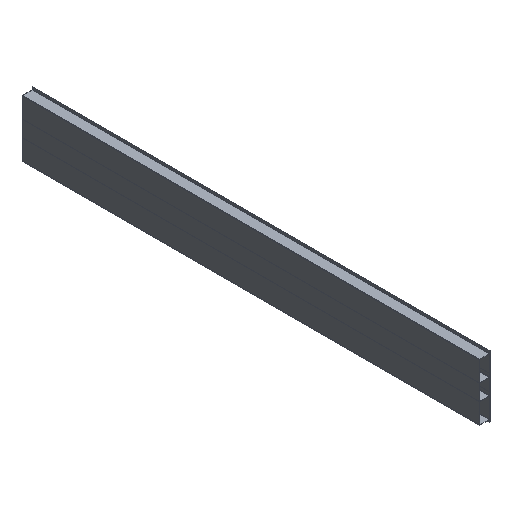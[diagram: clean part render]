
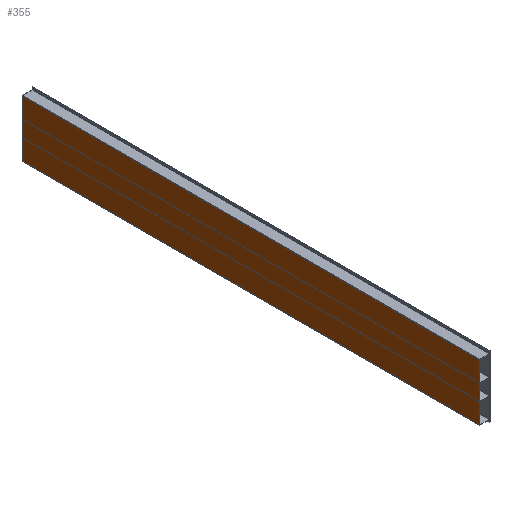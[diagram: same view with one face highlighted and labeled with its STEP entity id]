
A CAD part, isometric view. The second image highlights one B-rep face of the part: STEP entity #355.
In plain terms, the highlighted face is planar.
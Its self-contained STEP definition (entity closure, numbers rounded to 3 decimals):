
#57 = CARTESIAN_POINT ( 'NONE',  ( 123., 46., -1000. ) ) ;
#87 = LINE ( 'NONE', #1040, #1782 ) ;
#117 = CARTESIAN_POINT ( 'NONE',  ( -123., 46., 1000. ) ) ;
#148 = VECTOR ( 'NONE', #1525, 1000. ) ;
#228 = CARTESIAN_POINT ( 'NONE',  ( 125., 46., 1000. ) ) ;
#237 = LINE ( 'NONE', #228, #243 ) ;
#243 = VECTOR ( 'NONE', #1365, 1000. ) ;
#272 = DIRECTION ( 'NONE',  ( 0., 0., 1. ) ) ;
#355 = ADVANCED_FACE ( 'NONE', ( #1976 ), #1029, .T. ) ;
#367 = EDGE_CURVE ( 'NONE', #1778, #882, #87, .T. ) ;
#596 = ORIENTED_EDGE ( 'NONE', *, *, #1886, .T. ) ;
#637 = CARTESIAN_POINT ( 'NONE',  ( 123., 46., 1000. ) ) ;
#673 = LINE ( 'NONE', #637, #755 ) ;
#755 = VECTOR ( 'NONE', #1288, 1000. ) ;
#817 = AXIS2_PLACEMENT_3D ( 'NONE', #1645, #1510, #272 ) ;
#882 = VERTEX_POINT ( 'NONE', #57 ) ;
#1029 = PLANE ( 'NONE',  #817 ) ;
#1040 = CARTESIAN_POINT ( 'NONE',  ( -125., 46., -1000. ) ) ;
#1063 = CARTESIAN_POINT ( 'NONE',  ( 123., 46., 1000. ) ) ;
#1079 = LINE ( 'NONE', #1220, #148 ) ;
#1115 = ORIENTED_EDGE ( 'NONE', *, *, #1767, .F. ) ;
#1220 = CARTESIAN_POINT ( 'NONE',  ( -123., 46., 1000. ) ) ;
#1261 = VERTEX_POINT ( 'NONE', #1063 ) ;
#1288 = DIRECTION ( 'NONE',  ( 0., 0., -1. ) ) ;
#1365 = DIRECTION ( 'NONE',  ( 1., 0., 0. ) ) ;
#1409 = VERTEX_POINT ( 'NONE', #117 ) ;
#1440 = EDGE_CURVE ( 'NONE', #1261, #882, #673, .T. ) ;
#1491 = EDGE_LOOP ( 'NONE', ( #1735, #1115, #596, #1843 ) ) ;
#1510 = DIRECTION ( 'NONE',  ( 0., 1., 0. ) ) ;
#1525 = DIRECTION ( 'NONE',  ( 0., 0., -1. ) ) ;
#1645 = CARTESIAN_POINT ( 'NONE',  ( -125., 46., 1000. ) ) ;
#1655 = DIRECTION ( 'NONE',  ( 1., 0., 0. ) ) ;
#1735 = ORIENTED_EDGE ( 'NONE', *, *, #367, .F. ) ;
#1767 = EDGE_CURVE ( 'NONE', #1409, #1778, #1079, .T. ) ;
#1778 = VERTEX_POINT ( 'NONE', #1833 ) ;
#1782 = VECTOR ( 'NONE', #1655, 1000. ) ;
#1833 = CARTESIAN_POINT ( 'NONE',  ( -123., 46., -1000. ) ) ;
#1843 = ORIENTED_EDGE ( 'NONE', *, *, #1440, .T. ) ;
#1886 = EDGE_CURVE ( 'NONE', #1409, #1261, #237, .T. ) ;
#1976 = FACE_OUTER_BOUND ( 'NONE', #1491, .T. ) ;
